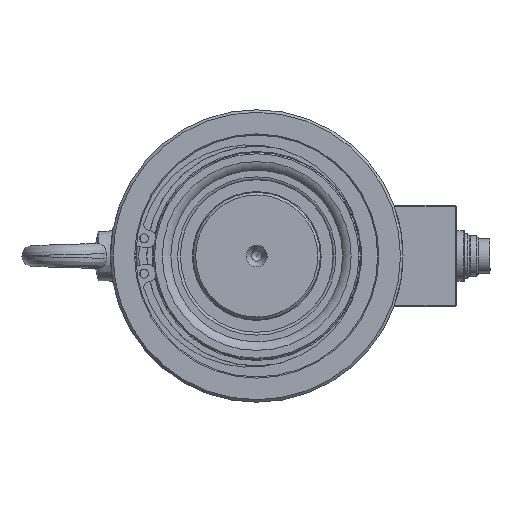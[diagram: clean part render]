
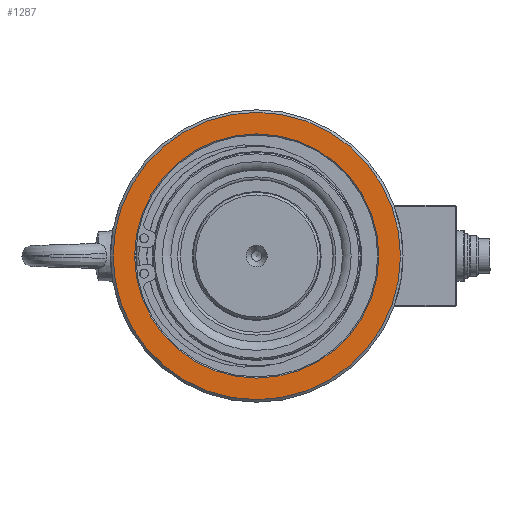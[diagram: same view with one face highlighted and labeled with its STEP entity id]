
A CAD part, left-side view. The second image highlights one B-rep face of the part: STEP entity #1287.
In plain terms, the highlighted planar face has unit normal (-1, 0, 0).
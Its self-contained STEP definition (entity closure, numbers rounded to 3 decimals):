
#1287 = ADVANCED_FACE( '', ( #2593, #2594 ), #2595, .T. );
#2593 = FACE_OUTER_BOUND( '', #4605, .T. );
#2594 = FACE_BOUND( '', #4606, .T. );
#2595 = PLANE( '', #4607 );
#4605 = EDGE_LOOP( '', ( #7917 ) );
#4606 = EDGE_LOOP( '', ( #7918 ) );
#4607 = AXIS2_PLACEMENT_3D( '', #7919, #7920, #7921 );
#7917 = ORIENTED_EDGE( '', *, *, #10397, .T. );
#7918 = ORIENTED_EDGE( '', *, *, #10398, .T. );
#7919 = CARTESIAN_POINT( '', ( 0., 0., 0. ) );
#7920 = DIRECTION( '', ( -1., 0., 0. ) );
#7921 = DIRECTION( '', ( 0., -1., 0. ) );
#10397 = EDGE_CURVE( '', #11872, #11872, #11873, .T. );
#10398 = EDGE_CURVE( '', #11874, #11874, #11875, .F. );
#11872 = VERTEX_POINT( '', #13969 );
#11873 = CIRCLE( '', #13970, 56.5 );
#11874 = VERTEX_POINT( '', #13971 );
#11875 = CIRCLE( '', #13972, 48. );
#13969 = CARTESIAN_POINT( '', ( 0., -56.5, 0. ) );
#13970 = AXIS2_PLACEMENT_3D( '', #15970, #15971, #15972 );
#13971 = CARTESIAN_POINT( '', ( 0., -48., 0. ) );
#13972 = AXIS2_PLACEMENT_3D( '', #15973, #15974, #15975 );
#15970 = CARTESIAN_POINT( '', ( 0., 0., 0. ) );
#15971 = DIRECTION( '', ( -1., 0., 0. ) );
#15972 = DIRECTION( '', ( 0., -1., 0. ) );
#15973 = CARTESIAN_POINT( '', ( 0., 0., 0. ) );
#15974 = DIRECTION( '', ( -1., 0., 0. ) );
#15975 = DIRECTION( '', ( 0., -1., 0. ) );
